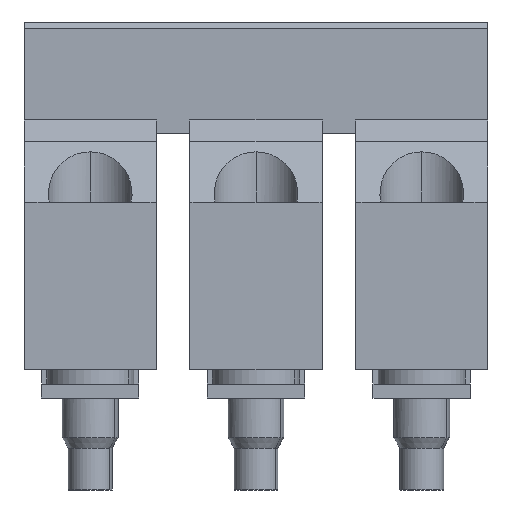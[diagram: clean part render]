
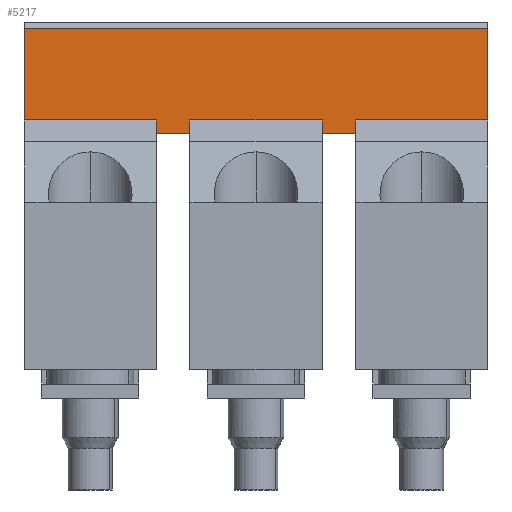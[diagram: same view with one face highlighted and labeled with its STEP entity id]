
A CAD part, front view. The second image highlights one B-rep face of the part: STEP entity #5217.
In plain terms, the highlighted planar face has unit normal (0, -1, 0).
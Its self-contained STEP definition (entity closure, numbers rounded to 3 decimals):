
#5196=AXIS2_PLACEMENT_3D('Plane Axis2P3D',#5193,#5194,#5195) ;
#3783=CARTESIAN_POINT('Line Origine',(28.55,8.2,26.565)) ;
#3787=CARTESIAN_POINT('Vertex',(23.8,8.2,26.565)) ;
#3789=CARTESIAN_POINT('Vertex',(33.3,8.2,26.565)) ;
#3908=CARTESIAN_POINT('Line Origine',(23.8,8.2,26.082)) ;
#3912=CARTESIAN_POINT('Vertex',(23.8,8.2,25.6)) ;
#4220=CARTESIAN_POINT('Vertex',(0.,8.2,26.565)) ;
#4223=CARTESIAN_POINT('Line Origine',(0.,8.2,29.832)) ;
#4227=CARTESIAN_POINT('Vertex',(0.,8.2,33.1)) ;
#4325=CARTESIAN_POINT('Vertex',(9.5,8.2,26.565)) ;
#4330=CARTESIAN_POINT('Line Origine',(4.75,8.2,26.565)) ;
#4405=CARTESIAN_POINT('Vertex',(9.5,8.2,25.6)) ;
#4408=CARTESIAN_POINT('Line Origine',(9.5,8.2,26.082)) ;
#4437=CARTESIAN_POINT('Vertex',(11.9,8.2,26.565)) ;
#4440=CARTESIAN_POINT('Line Origine',(11.9,8.2,26.082)) ;
#4444=CARTESIAN_POINT('Vertex',(11.9,8.2,25.6)) ;
#4514=CARTESIAN_POINT('Line Origine',(16.65,8.2,26.565)) ;
#4518=CARTESIAN_POINT('Vertex',(21.4,8.2,26.565)) ;
#4545=CARTESIAN_POINT('Line Origine',(21.4,8.2,26.082)) ;
#4549=CARTESIAN_POINT('Vertex',(21.4,8.2,25.6)) ;
#5137=CARTESIAN_POINT('Line Origine',(16.65,8.2,33.1)) ;
#5141=CARTESIAN_POINT('Vertex',(33.3,8.2,33.1)) ;
#5161=CARTESIAN_POINT('Line Origine',(22.6,8.2,25.6)) ;
#5166=CARTESIAN_POINT('Line Origine',(10.7,8.2,25.6)) ;
#5193=CARTESIAN_POINT('Axis2P3D Location',(116.6,8.2,33.1)) ;
#5198=CARTESIAN_POINT('Line Origine',(33.3,8.2,29.832)) ;
#3784=DIRECTION('Vector Direction',(1.,0.,0.)) ;
#3909=DIRECTION('Vector Direction',(0.,0.,-1.)) ;
#4224=DIRECTION('Vector Direction',(0.,0.,-1.)) ;
#4331=DIRECTION('Vector Direction',(1.,0.,0.)) ;
#4409=DIRECTION('Vector Direction',(0.,0.,-1.)) ;
#4441=DIRECTION('Vector Direction',(0.,0.,-1.)) ;
#4515=DIRECTION('Vector Direction',(1.,0.,0.)) ;
#4546=DIRECTION('Vector Direction',(0.,0.,-1.)) ;
#5138=DIRECTION('Vector Direction',(-1.,0.,0.)) ;
#5162=DIRECTION('Vector Direction',(-1.,0.,0.)) ;
#5167=DIRECTION('Vector Direction',(-1.,0.,0.)) ;
#5194=DIRECTION('Axis2P3D Direction',(0.,-1.,0.)) ;
#5195=DIRECTION('Axis2P3D XDirection',(0.,0.,-1.)) ;
#5199=DIRECTION('Vector Direction',(0.,0.,-1.)) ;
#3785=VECTOR('Line Direction',#3784,1.) ;
#3910=VECTOR('Line Direction',#3909,1.) ;
#4225=VECTOR('Line Direction',#4224,1.) ;
#4332=VECTOR('Line Direction',#4331,1.) ;
#4410=VECTOR('Line Direction',#4409,1.) ;
#4442=VECTOR('Line Direction',#4441,1.) ;
#4516=VECTOR('Line Direction',#4515,1.) ;
#4547=VECTOR('Line Direction',#4546,1.) ;
#5139=VECTOR('Line Direction',#5138,1.) ;
#5163=VECTOR('Line Direction',#5162,1.) ;
#5168=VECTOR('Line Direction',#5167,1.) ;
#5200=VECTOR('Line Direction',#5199,1.) ;
#5204=ORIENTED_EDGE('',*,*,#5143,.T.) ;
#5205=ORIENTED_EDGE('',*,*,#4229,.T.) ;
#5206=ORIENTED_EDGE('',*,*,#4334,.T.) ;
#5207=ORIENTED_EDGE('',*,*,#4412,.T.) ;
#5208=ORIENTED_EDGE('',*,*,#5170,.F.) ;
#5209=ORIENTED_EDGE('',*,*,#4446,.F.) ;
#5210=ORIENTED_EDGE('',*,*,#4520,.T.) ;
#5211=ORIENTED_EDGE('',*,*,#4551,.T.) ;
#5212=ORIENTED_EDGE('',*,*,#5165,.F.) ;
#5213=ORIENTED_EDGE('',*,*,#3914,.F.) ;
#5214=ORIENTED_EDGE('',*,*,#3791,.T.) ;
#5215=ORIENTED_EDGE('',*,*,#5202,.F.) ;
#5217=ADVANCED_FACE('ISTE WQV16/S',(#5216),#5197,.T.) ;
#3791=EDGE_CURVE('',#3788,#3790,#3786,.T.) ;
#3914=EDGE_CURVE('',#3788,#3913,#3911,.T.) ;
#4229=EDGE_CURVE('',#4228,#4221,#4226,.T.) ;
#4334=EDGE_CURVE('',#4221,#4326,#4333,.T.) ;
#4412=EDGE_CURVE('',#4326,#4406,#4411,.T.) ;
#4446=EDGE_CURVE('',#4438,#4445,#4443,.T.) ;
#4520=EDGE_CURVE('',#4438,#4519,#4517,.T.) ;
#4551=EDGE_CURVE('',#4519,#4550,#4548,.T.) ;
#5143=EDGE_CURVE('',#5142,#4228,#5140,.T.) ;
#5165=EDGE_CURVE('',#3913,#4550,#5164,.T.) ;
#5170=EDGE_CURVE('',#4445,#4406,#5169,.T.) ;
#5202=EDGE_CURVE('',#5142,#3790,#5201,.T.) ;
#5203=EDGE_LOOP('',(#5204,#5205,#5206,#5207,#5208,#5209,#5210,#5211,#5212,#5213,#5214,#5215)) ;
#5216=FACE_OUTER_BOUND('',#5203,.T.) ;
#3786=LINE('Line',#3783,#3785) ;
#3911=LINE('Line',#3908,#3910) ;
#4226=LINE('Line',#4223,#4225) ;
#4333=LINE('Line',#4330,#4332) ;
#4411=LINE('Line',#4408,#4410) ;
#4443=LINE('Line',#4440,#4442) ;
#4517=LINE('Line',#4514,#4516) ;
#4548=LINE('Line',#4545,#4547) ;
#5140=LINE('Line',#5137,#5139) ;
#5164=LINE('Line',#5161,#5163) ;
#5169=LINE('Line',#5166,#5168) ;
#5201=LINE('Line',#5198,#5200) ;
#5197=PLANE('',#5196) ;
#3788=VERTEX_POINT('',#3787) ;
#3790=VERTEX_POINT('',#3789) ;
#3913=VERTEX_POINT('',#3912) ;
#4221=VERTEX_POINT('',#4220) ;
#4228=VERTEX_POINT('',#4227) ;
#4326=VERTEX_POINT('',#4325) ;
#4406=VERTEX_POINT('',#4405) ;
#4438=VERTEX_POINT('',#4437) ;
#4445=VERTEX_POINT('',#4444) ;
#4519=VERTEX_POINT('',#4518) ;
#4550=VERTEX_POINT('',#4549) ;
#5142=VERTEX_POINT('',#5141) ;
